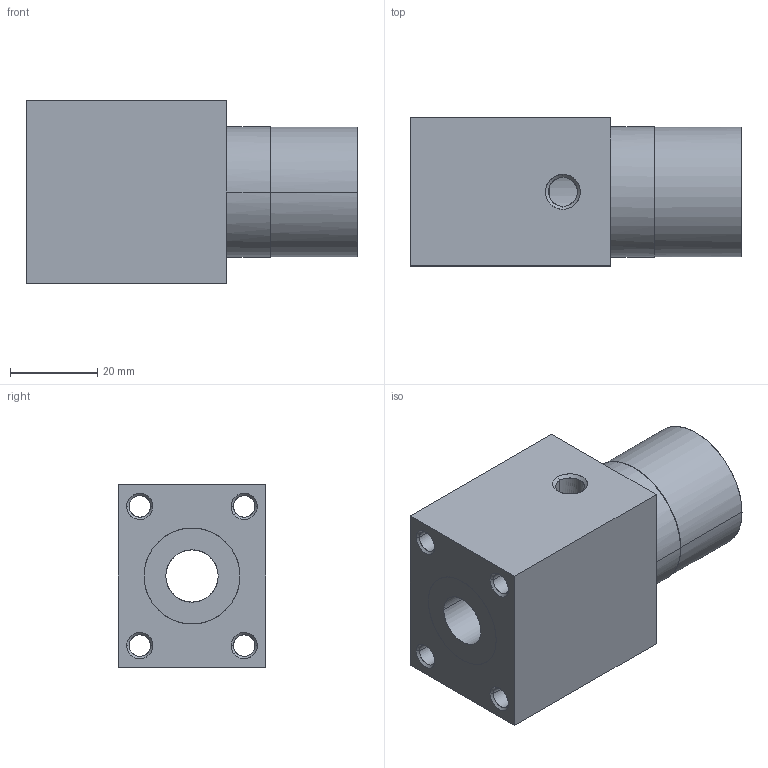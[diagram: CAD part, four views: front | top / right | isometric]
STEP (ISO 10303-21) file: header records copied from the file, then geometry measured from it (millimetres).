
FILE_DESCRIPTION ((), '1');
FILE_NAME ('TF83-212.stp', '2018-12-17T15:08:08', ('Unknown'), ('Unknown'), 'HarmonyWare STEP v2.0.5', 'Vectorworks', '');
FILE_SCHEMA (('CONFIG_CONTROL_DESIGN'));
Length unit declared in the file: millimetre
Products named in the file (64): NONE
Assembly tree (63 placements, depth 2):
  NONE
    NONE
    NONE
    NONE
    NONE
    NONE
    NONE
    NONE
    NONE
    NONE
    NONE
    NONE
    NONE
    NONE
    NONE
    NONE
    NONE
    NONE
    NONE
    NONE
    NONE
    NONE
    NONE
    NONE
    NONE
    NONE
    NONE
    NONE
    NONE
    NONE
    NONE
    NONE
    NONE
    NONE
    NONE
    NONE
    NONE
    NONE
    NONE
    NONE
    NONE
    NONE
    NONE
    NONE
    NONE
    NONE
    NONE
    NONE
    NONE
    NONE
    NONE
    NONE
    NONE
    NONE
    NONE
    NONE
    NONE
    NONE
    NONE
    NONE
Bounding box: 76 x 34 x 42 mm (x, y, z)
Surface area: 19164 mm2 (no closed solid volume)
Topology: 0 solids, 63 shells, 63 faces, 284 edges, 284 vertices
Faces by surface type: bspline 63
Entity records: 12556 total; most frequent: CARTESIAN_POINT 2985, PERSON 638, ORGANIZATION 638, PERSON_AND_ORGANIZATION 638, CALENDAR_DATE 446, COORDINATED_UNIVERSAL_TIME_OFFSET 446, LOCAL_TIME 446, DATE_AND_TIME 446
